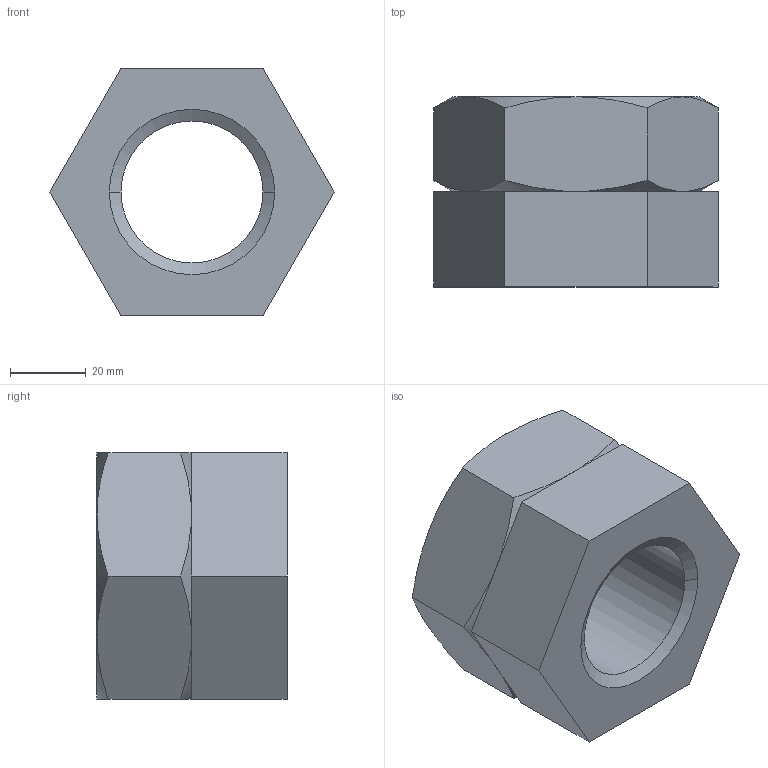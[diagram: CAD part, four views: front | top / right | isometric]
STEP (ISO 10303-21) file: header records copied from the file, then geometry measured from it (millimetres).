
FILE_DESCRIPTION((''),'2;1');
FILE_NAME('0RBSC042_____0','2019-10-29T14:03:56',('kim.bk'),(''),'CREO PARAMETRIC BY PTC INC, 2019010','CREO PARAMETRIC BY PTC INC, 2019010','');
FILE_SCHEMA(('CONFIG_CONTROL_DESIGN'));
Length unit declared in the file: millimetre
Products named in the file (1): 0RBSC042_____0
Bounding box: 75.06 x 50.2 x 65 mm (x, y, z)
Volume: 126646.9 mm3; surface area: 30689.8 mm2
Topology: 2 solids, 2 shells, 290 faces, 794 edges, 526 vertices
Faces by surface type: plane 266, cone 20, cylinder 4
Entity records: 9138 total; most frequent: CARTESIAN_POINT 1742, ORIENTED_EDGE 1588, DIRECTION 1382, EDGE_CURVE 794, VECTOR 738, LINE 738, VERTEX_POINT 526, AXIS2_PLACEMENT_3D 322
